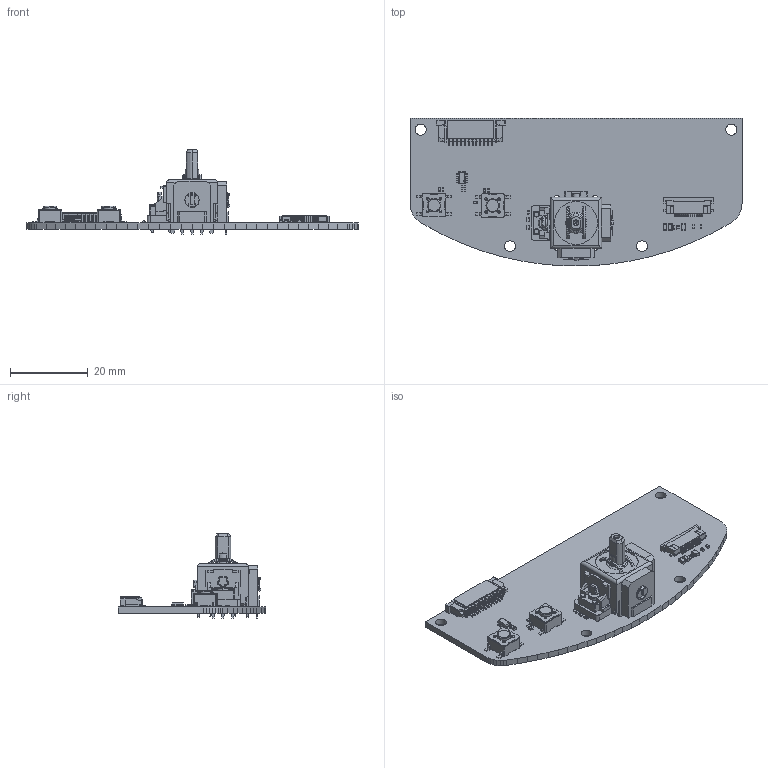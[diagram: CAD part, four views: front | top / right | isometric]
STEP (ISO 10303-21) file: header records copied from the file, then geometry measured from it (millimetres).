
FILE_DESCRIPTION(('Open CASCADE Model'),'2;1');
FILE_NAME('Open CASCADE Shape Model','2020-01-23T18:24:58',('Author'),( 'Open CASCADE'),'Open CASCADE STEP processor 6.8','Open CASCADE 6.8' ,'Unknown');
FILE_SCHEMA(('AUTOMOTIVE_DESIGN { 1 0 10303 214 1 1 1 1 }'));
Length unit declared in the file: millimetre
Products named in the file (57): PCB; Board; R6; 7517512384; Mid_Body; Terminal; Open_CASCADE_STEP_translator_6.8_7.2.1; Mark; C11; GJM1555C1H8R2CB01D; Fillet1; Fillet2; body2; C10; C9; 7517514496; Open_CASCADE_STEP_translator_6.8_2.1.1; Open_CASCADE_STEP_translator_6.8_2.1.2; Open_CASCADE_STEP_translator_6.8_2.2.1; C8; C7; C6; MENU; PTS645SM43SMTR92LFS; C2; C3; R3; 7517514304; R4; R5; 7517511616; PWR; C5; J1; ssfw12r_2_4st_lf; U1; SI3421DV-T1-GE3; Body; PinsArrayLR; R2 ...
Assembly tree (72 placements, depth 5):
  PCB
    Board
    R6
      7517512384
        Mid_Body
        Terminal  x2
          Open_CASCADE_STEP_translator_6.8_7.2.1
        Mark
    C11
      GJM1555C1H8R2CB01D
        Fillet1
        Fillet2
        body2
    C10
      GJM1555C1H8R2CB01D
        Fillet1
        Fillet2
        body2
    C9
      7517514496
        Terminal
          Open_CASCADE_STEP_translator_6.8_2.1.1
          Open_CASCADE_STEP_translator_6.8_2.1.2
        Mid_Body
          Open_CASCADE_STEP_translator_6.8_2.2.1
    C8
      7517514496
        Terminal
          Open_CASCADE_STEP_translator_6.8_2.1.1
          Open_CASCADE_STEP_translator_6.8_2.1.2
        Mid_Body
          Open_CASCADE_STEP_translator_6.8_2.2.1
    C7
      7517514496
        Terminal
          Open_CASCADE_STEP_translator_6.8_2.1.1
          Open_CASCADE_STEP_translator_6.8_2.1.2
        Mid_Body
          Open_CASCADE_STEP_translator_6.8_2.2.1
    C6
      GJM1555C1H8R2CB01D
        Fillet1
        Fillet2
        body2
    MENU
      PTS645SM43SMTR92LFS
    C2
      GJM1555C1H8R2CB01D
        Fillet1
        Fillet2
        body2
    C3
      GJM1555C1H8R2CB01D
        Fillet1
        Fillet2
        body2
    R3
      7517514304
        Mid_Body
        Terminal  x2
Bounding box: 85.5 x 38.11 x 21.85 mm (x, y, z)
Volume: 7995.8 mm3; surface area: 9207.2 mm2
Topology: 70 solids, 77 shells, 2631 faces, 6911 edges, 4417 vertices
Faces by surface type: plane 1930, cylinder 525, sphere 88, cone 31, bspline 28, torus 25, revolution 4
Full cylindrical faces by diameter (mm): 0.203 x1, 0.7 x8, 1 x6, 1.2 x4, 1.5 x4, 2.8 x4, 3.5 x2
Entity records: 67481 total; most frequent: CARTESIAN_POINT 11839, ORIENTED_EDGE 10738, DIRECTION 10007, EDGE_CURVE 5369, LINE 4545, VECTOR 4545, VERTEX_POINT 3521, AXIS2_PLACEMENT_3D 2729
